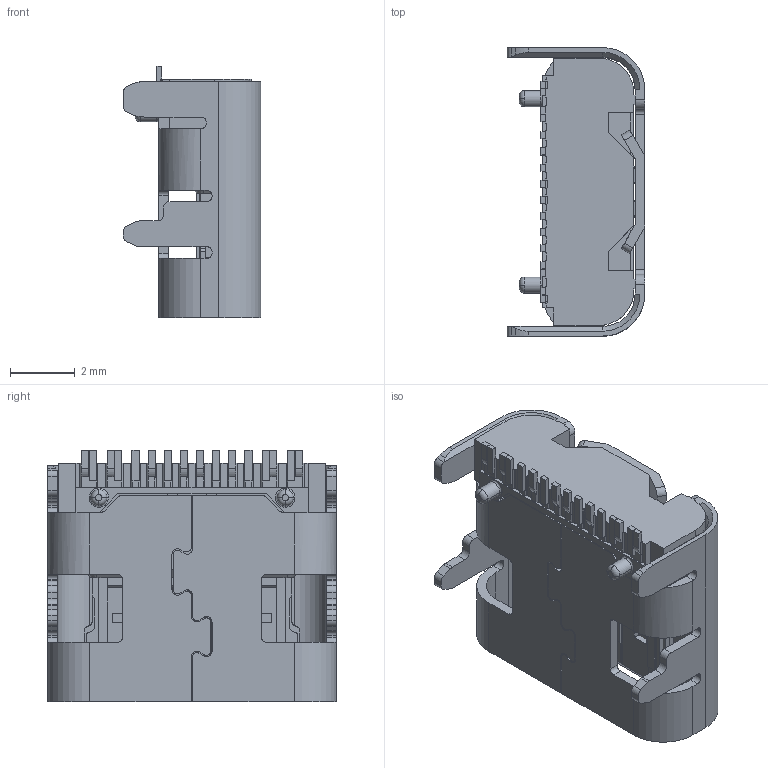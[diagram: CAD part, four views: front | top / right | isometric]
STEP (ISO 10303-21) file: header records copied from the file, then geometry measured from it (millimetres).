
FILE_DESCRIPTION (( 'STEP AP203' ), '1' );
FILE_NAME ('HYS-TYPE-C16PIN啣奻7.4(1).STEP', '2024-08-16T01:11:33', ( '' ), ( '' ), 'SwSTEP 2.0', 'SolidWorks 2021', '' );
FILE_SCHEMA (( 'CONFIG_CONTROL_DESIGN' ));
Length unit declared in the file: millimetre
Products named in the file (1): HYS-TYPE-C16PIN啣奻7.4(1)
Bounding box: 4.26 x 8.94 x 7.79 mm (x, y, z)
Volume: 104.3 mm3; surface area: 602.7 mm2
Topology: 15 solids, 37 shells, 1730 faces, 4964 edges, 3282 vertices
Faces by surface type: plane 1171, cylinder 533, torus 16, cone 10
Entity records: 56597 total; most frequent: CARTESIAN_POINT 10351, ORIENTED_EDGE 9928, DIRECTION 9417, EDGE_CURVE 4964, LINE 3795, VECTOR 3795, VERTEX_POINT 3282, AXIS2_PLACEMENT_3D 2811
